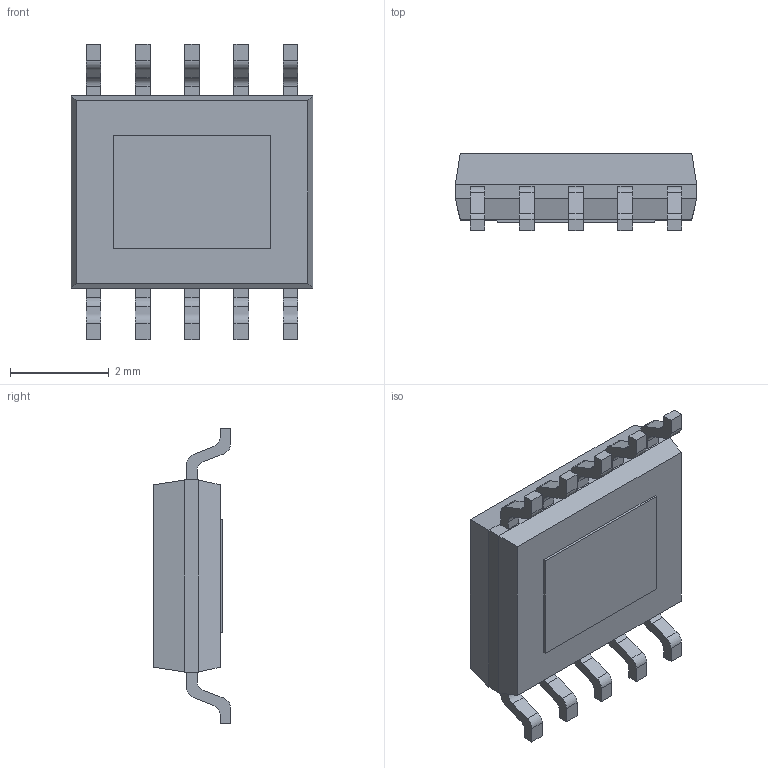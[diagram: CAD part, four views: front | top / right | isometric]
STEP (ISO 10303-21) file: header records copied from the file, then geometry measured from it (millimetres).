
FILE_DESCRIPTION (( 'STEP AP214' ), '1' );
FILE_NAME ('ESSOP10.STEP', '2021-04-20T13:16:30', ( 'boksop' ), ( '' ), 'SwSTEP 2.0', 'SolidWorks 2020', '' );
FILE_SCHEMA (( 'AUTOMOTIVE_DESIGN' ));
Length unit declared in the file: millimetre
Products named in the file (1): ESSOP10
Bounding box: 4.9 x 1.56 x 6 mm (x, y, z)
Volume: 26.2 mm3; surface area: 75.3 mm2
Topology: 11 solids, 11 shells, 162 faces, 406 edges, 268 vertices
Faces by surface type: plane 120, cylinder 42
Entity records: 5792 total; most frequent: CARTESIAN_POINT 837, DIRECTION 816, ORIENTED_EDGE 812, EDGE_CURVE 406, LINE 322, VECTOR 322, VERTEX_POINT 268, AXIS2_PLACEMENT_3D 247
